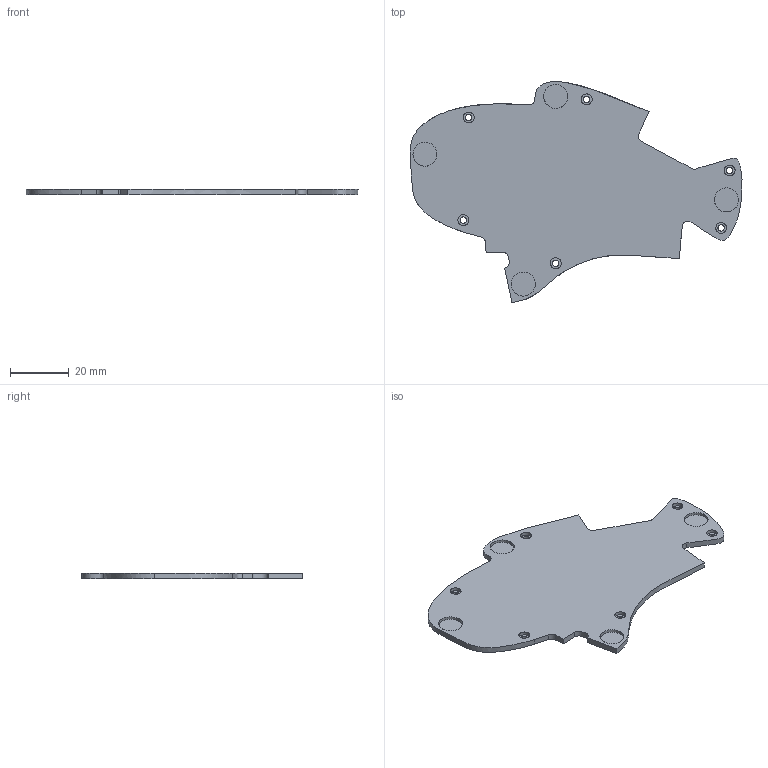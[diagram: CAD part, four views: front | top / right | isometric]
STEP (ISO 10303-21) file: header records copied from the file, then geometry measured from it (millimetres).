
FILE_DESCRIPTION(/* description */ (''),/* implementation_level */ '2;1');
FILE_NAME(/* name */ 'PLATE_~2',/* time_stamp */ '2024-06-03T19:56:30+09:00',/* author */ (''),/* organization */ (''),/* preprocessor_version */ 'ST-DEVELOPER v16.5',/* originating_system */ '',/* authorisation */ '');
FILE_SCHEMA (('AUTOMOTIVE_DESIGN'));
Length unit declared in the file: millimetre
Products named in the file (1): Document
Bounding box: 113.28 x 75.39 x 2 mm (x, y, z)
Volume: 9867.2 mm3; surface area: 11041.3 mm2
Topology: 1 solids, 1 shells, 56 faces, 132 edges, 88 vertices
Faces by surface type: bspline 56
Entity records: 7186 total; most frequent: CARTESIAN_POINT 5536, ORIENTED_EDGE 264, PCURVE 264, DEFINITIONAL_REPRESENTATION 264, B_SPLINE_CURVE_WITH_KNOTS 236, SURFACE_CURVE 132, EDGE_CURVE 132, VERTEX_POINT 88
